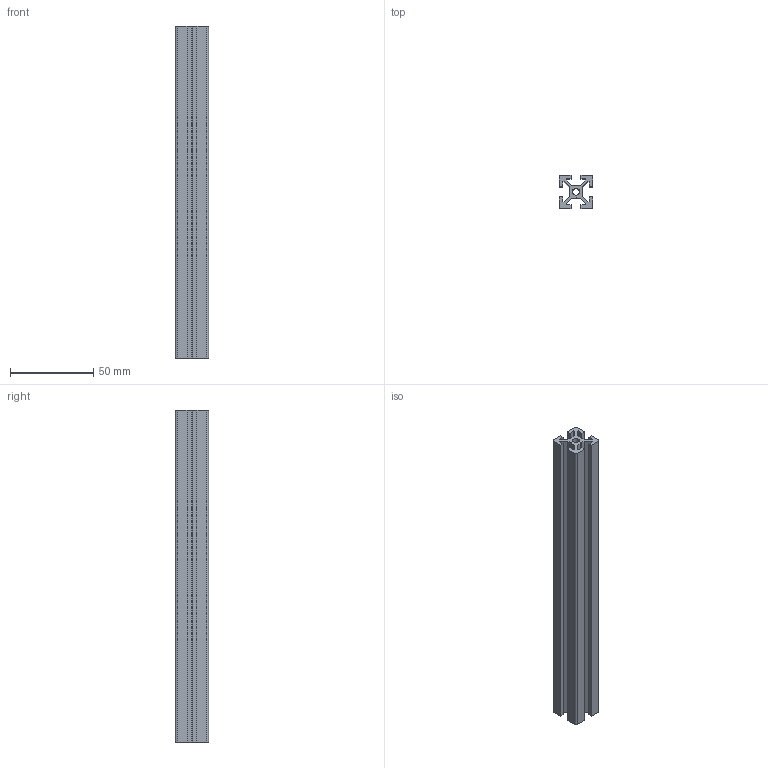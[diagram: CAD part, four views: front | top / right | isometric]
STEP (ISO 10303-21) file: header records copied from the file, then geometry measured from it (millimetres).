
FILE_DESCRIPTION(/* description */ (''),/* implementation_level */ '2;1');
FILE_NAME(/* name */ '2143d767-cb68-4aec-b127-69e2ede5819f.stp',/* time_stamp */ '2025-06-29T06:42:21Z',/* author */ (''),/* organization */ (''),/* preprocessor_version */ 'ST-DEVELOPER v20.1',/* originating_system */ 'Autodesk Translation Framework v14.10.0.0',/* authorisation */ '');
FILE_SCHEMA (('AUTOMOTIVE_DESIGN { 1 0 10303 214 3 1 1 }'));
Length unit declared in the file: millimetre
Products named in the file (2): 20x 20 - 200 mm; 3_HFS5_2020_400_0_in_HFS5_2020_400_900
Assembly tree (1 placements, depth 2):
  20x 20 - 200 mm
    3_HFS5_2020_400_0_in_HFS5_2020_400_900
Bounding box: 20 x 20 x 200 mm (x, y, z)
Volume: 36426.8 mm3; surface area: 35119.8 mm2
Topology: 1 solids, 1 shells, 63 faces, 183 edges, 122 vertices
Faces by surface type: plane 58, cylinder 5
Full cylindrical faces by diameter (mm): 4.2 x1
Entity records: 2104 total; most frequent: CARTESIAN_POINT 371, ORIENTED_EDGE 366, DIRECTION 325, EDGE_CURVE 183, LINE 173, VECTOR 173, VERTEX_POINT 122, AXIS2_PLACEMENT_3D 76
